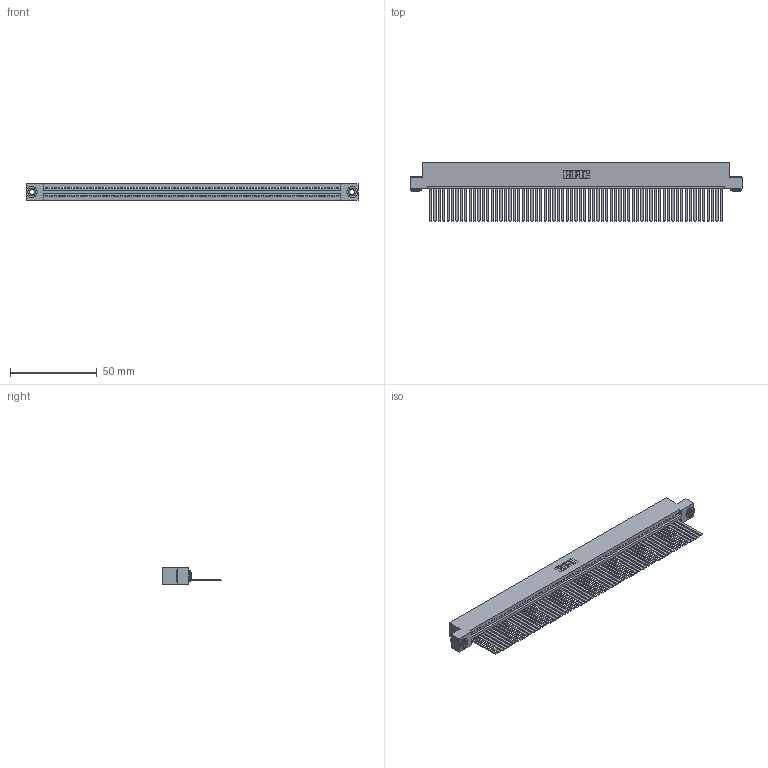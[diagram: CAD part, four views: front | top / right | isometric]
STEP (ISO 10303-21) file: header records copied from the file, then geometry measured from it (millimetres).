
FILE_DESCRIPTION (( 'STEP AP203' ), '1' );
FILE_NAME ('345-067-544-103.STEP', '2019-10-12T02:54:44', ( '' ), ( '' ), 'SwSTEP 2.0', 'SolidWorks 2016', '' );
FILE_SCHEMA (( 'CONFIG_CONTROL_DESIGN' ));
Length unit declared in the file: inch
Products named in the file (4): 345-250-002_345-250-002-102; 345-067-544-103; 345 Part_Flush Mounting Lugs - 0.156 Dia-TH; 345-292-001_345-293-144
Assembly tree (70 placements, depth 2):
  345-067-544-103
    345 Part_Flush Mounting Lugs - 0.156 Dia-TH
    345-292-001_345-293-144  x67
    345-250-002_345-250-002-102  x2
Bounding box: 191.39 x 33.96 x 9.4 mm (x, y, z)
Volume: 19178.4 mm3; surface area: 28370.2 mm2
Topology: 70 solids, 70 shells, 3648 faces, 11003 edges, 7242 vertices
Faces by surface type: plane 2502, cylinder 1138, cone 8
Entity records: 47526 total; most frequent: CARTESIAN_POINT 8208, ORIENTED_EDGE 8202, DIRECTION 7161, EDGE_CURVE 4101, VECTOR 3681, LINE 3681, VERTEX_POINT 2730, AXIS2_PLACEMENT_3D 1740
